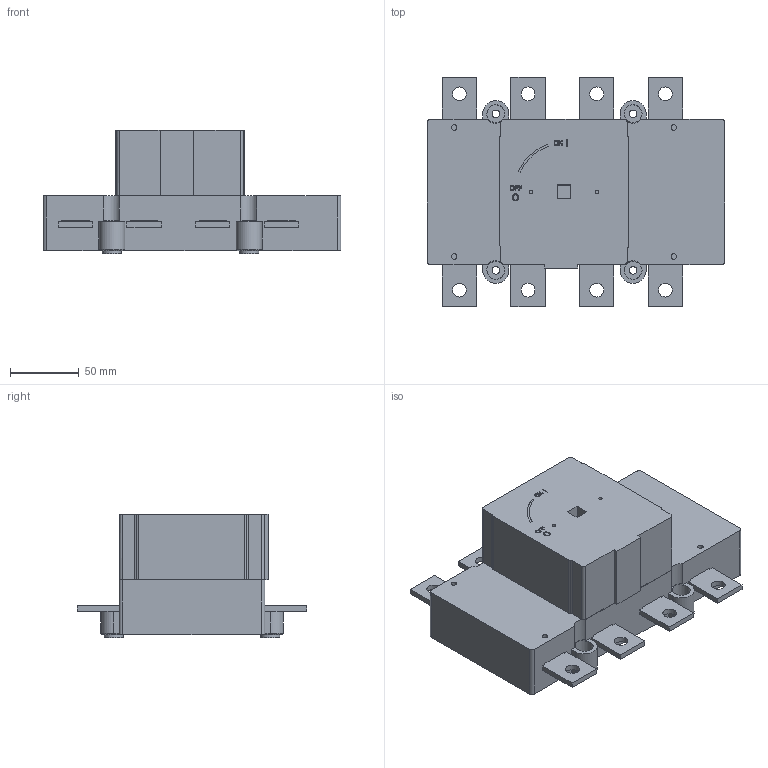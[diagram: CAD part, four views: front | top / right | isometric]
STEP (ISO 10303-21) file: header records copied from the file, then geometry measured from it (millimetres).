
FILE_DESCRIPTION((''),'2;1');
FILE_NAME('Int S5000-250-315A 4P (2011-08).stp','2011-08-10T12:49:11',('david'),(''),'Autodesk Inventor 2010','Autodesk Inventor 2010','');
FILE_SCHEMA(('CONFIG_CONTROL_DESIGN'));
Length unit declared in the file: millimetre
Products named in the file (1): Int S5000-250-315A 4P (2011-08)
Bounding box: 216.7 x 167 x 89.7 mm (x, y, z)
Volume: 1414795.7 mm3; surface area: 119679.8 mm2
Topology: 1 solids, 5 shells, 320 faces, 810 edges, 534 vertices
Faces by surface type: plane 198, cylinder 76, bspline 42, torus 4
Full cylindrical faces by diameter (mm): 2.5 x2, 3 x4, 4 x8, 4.5 x8, 5.5 x4, 10 x8, 13 x4, 14 x4
Entity records: 10144 total; most frequent: CARTESIAN_POINT 2287, ORIENTED_EDGE 1528, DIRECTION 1414, EDGE_CURVE 764, VERTEX_POINT 530, VECTOR 504, LINE 504, AXIS2_PLACEMENT_3D 455
